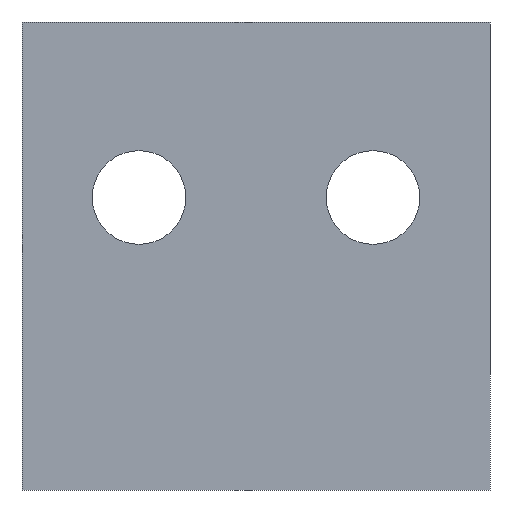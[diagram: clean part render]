
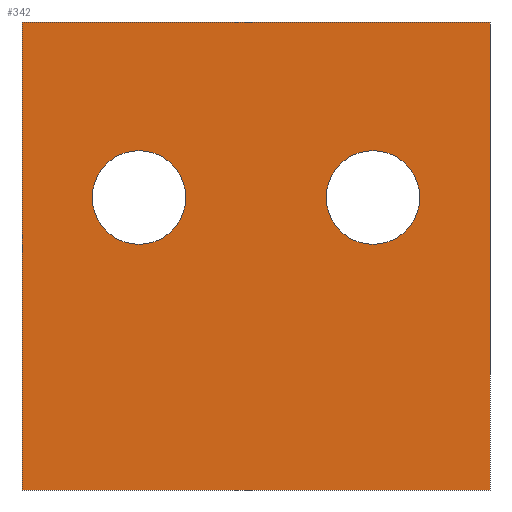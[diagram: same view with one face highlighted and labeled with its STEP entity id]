
A CAD part, front view. The second image highlights one B-rep face of the part: STEP entity #342.
In plain terms, the highlighted planar face has unit normal (0, -1, 0).
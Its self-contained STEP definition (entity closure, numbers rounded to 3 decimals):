
#3 = ORIENTED_EDGE ( 'NONE', *, *, #266, .F. ) ;
#22 = CIRCLE ( 'NONE', #443, 2. ) ;
#37 = CARTESIAN_POINT ( 'NONE',  ( -10., -45., 0. ) ) ;
#82 = CARTESIAN_POINT ( 'NONE',  ( -10., -45., 0. ) ) ;
#110 = DIRECTION ( 'NONE',  ( 0., 0., -1. ) ) ;
#127 = DIRECTION ( 'NONE',  ( 0., 0., 1. ) ) ;
#129 = DIRECTION ( 'NONE',  ( 0., 0., 1. ) ) ;
#139 = DIRECTION ( 'NONE',  ( 1., 0., 0. ) ) ;
#153 = LINE ( 'NONE', #82, #309 ) ;
#160 = VERTEX_POINT ( 'NONE', #230 ) ;
#171 = CARTESIAN_POINT ( 'NONE',  ( 5., -45., 14.5 ) ) ;
#175 = CARTESIAN_POINT ( 'NONE',  ( 10., -45., 0. ) ) ;
#179 = EDGE_LOOP ( 'NONE', ( #593, #3 ) ) ;
#188 = DIRECTION ( 'NONE',  ( 0., -1., 0. ) ) ;
#190 = CARTESIAN_POINT ( 'NONE',  ( 5., -45., 12.5 ) ) ;
#191 = DIRECTION ( 'NONE',  ( 0., -1., 0. ) ) ;
#199 = CARTESIAN_POINT ( 'NONE',  ( -10., -45., 20. ) ) ;
#200 = CIRCLE ( 'NONE', #513, 2. ) ;
#205 = ORIENTED_EDGE ( 'NONE', *, *, #472, .F. ) ;
#221 = AXIS2_PLACEMENT_3D ( 'NONE', #491, #442, #129 ) ;
#226 = VERTEX_POINT ( 'NONE', #475 ) ;
#230 = CARTESIAN_POINT ( 'NONE',  ( 5., -45., 10.5 ) ) ;
#233 = EDGE_CURVE ( 'NONE', #260, #226, #412, .T. ) ;
#238 = ORIENTED_EDGE ( 'NONE', *, *, #357, .T. ) ;
#241 = DIRECTION ( 'NONE',  ( 0., 0., 1. ) ) ;
#260 = VERTEX_POINT ( 'NONE', #494 ) ;
#266 = EDGE_CURVE ( 'NONE', #634, #160, #200, .T. ) ;
#295 = CARTESIAN_POINT ( 'NONE',  ( -5., -45., 12.5 ) ) ;
#297 = DIRECTION ( 'NONE',  ( 1., 0., 0. ) ) ;
#298 = DIRECTION ( 'NONE',  ( 0., -1., 0. ) ) ;
#303 = EDGE_LOOP ( 'NONE', ( #205, #455 ) ) ;
#304 = DIRECTION ( 'NONE',  ( 0., 0., 1. ) ) ;
#309 = VECTOR ( 'NONE', #139, 1000. ) ;
#330 = LINE ( 'NONE', #629, #539 ) ;
#335 = CARTESIAN_POINT ( 'NONE',  ( 5., -45., 12.5 ) ) ;
#342 = ADVANCED_FACE ( 'NONE', ( #393, #454, #495 ), #649, .F. ) ;
#357 = EDGE_CURVE ( 'NONE', #453, #646, #153, .T. ) ;
#359 = EDGE_LOOP ( 'NONE', ( #238, #601, #502, #469 ) ) ;
#367 = LINE ( 'NONE', #410, #507 ) ;
#372 = EDGE_CURVE ( 'NONE', #160, #634, #624, .T. ) ;
#385 = VECTOR ( 'NONE', #297, 1000. ) ;
#389 = DIRECTION ( 'NONE',  ( 0., -1., 0. ) ) ;
#393 = FACE_BOUND ( 'NONE', #303, .T. ) ;
#410 = CARTESIAN_POINT ( 'NONE',  ( 10., -45., 20. ) ) ;
#412 = CIRCLE ( 'NONE', #478, 2. ) ;
#425 = DIRECTION ( 'NONE',  ( 0., 0., -1. ) ) ;
#432 = CARTESIAN_POINT ( 'NONE',  ( 10., -45., 20. ) ) ;
#435 = CARTESIAN_POINT ( 'NONE',  ( -10., -45., 20. ) ) ;
#437 = AXIS2_PLACEMENT_3D ( 'NONE', #190, #298, #456 ) ;
#442 = DIRECTION ( 'NONE',  ( 0., 1., 0. ) ) ;
#443 = AXIS2_PLACEMENT_3D ( 'NONE', #499, #191, #304 ) ;
#453 = VERTEX_POINT ( 'NONE', #37 ) ;
#454 = FACE_BOUND ( 'NONE', #179, .T. ) ;
#455 = ORIENTED_EDGE ( 'NONE', *, *, #233, .F. ) ;
#456 = DIRECTION ( 'NONE',  ( 0., 0., 1. ) ) ;
#469 = ORIENTED_EDGE ( 'NONE', *, *, #611, .T. ) ;
#472 = EDGE_CURVE ( 'NONE', #226, #260, #22, .T. ) ;
#475 = CARTESIAN_POINT ( 'NONE',  ( -5., -45., 10.5 ) ) ;
#478 = AXIS2_PLACEMENT_3D ( 'NONE', #295, #188, #241 ) ;
#491 = CARTESIAN_POINT ( 'NONE',  ( -10., -45., 20. ) ) ;
#493 = EDGE_CURVE ( 'NONE', #591, #575, #643, .T. ) ;
#494 = CARTESIAN_POINT ( 'NONE',  ( -5., -45., 14.5 ) ) ;
#495 = FACE_OUTER_BOUND ( 'NONE', #359, .T. ) ;
#499 = CARTESIAN_POINT ( 'NONE',  ( -5., -45., 12.5 ) ) ;
#502 = ORIENTED_EDGE ( 'NONE', *, *, #493, .F. ) ;
#507 = VECTOR ( 'NONE', #425, 1000. ) ;
#513 = AXIS2_PLACEMENT_3D ( 'NONE', #335, #389, #127 ) ;
#539 = VECTOR ( 'NONE', #110, 1000. ) ;
#574 = EDGE_CURVE ( 'NONE', #575, #646, #367, .T. ) ;
#575 = VERTEX_POINT ( 'NONE', #432 ) ;
#591 = VERTEX_POINT ( 'NONE', #435 ) ;
#593 = ORIENTED_EDGE ( 'NONE', *, *, #372, .F. ) ;
#601 = ORIENTED_EDGE ( 'NONE', *, *, #574, .F. ) ;
#611 = EDGE_CURVE ( 'NONE', #591, #453, #330, .T. ) ;
#624 = CIRCLE ( 'NONE', #437, 2. ) ;
#629 = CARTESIAN_POINT ( 'NONE',  ( -10., -45., 20. ) ) ;
#634 = VERTEX_POINT ( 'NONE', #171 ) ;
#643 = LINE ( 'NONE', #199, #385 ) ;
#646 = VERTEX_POINT ( 'NONE', #175 ) ;
#649 = PLANE ( 'NONE',  #221 ) ;
